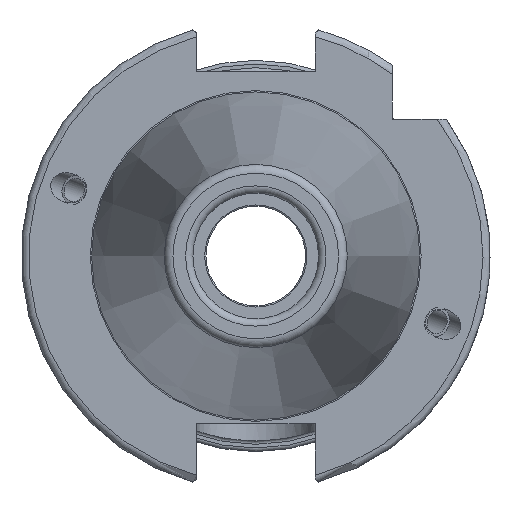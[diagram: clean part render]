
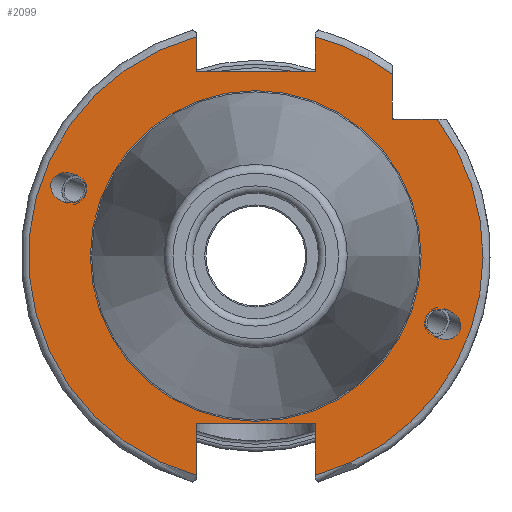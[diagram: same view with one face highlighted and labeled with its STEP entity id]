
A CAD part, left-side view. The second image highlights one B-rep face of the part: STEP entity #2099.
In plain terms, the highlighted planar face has unit normal (-1, 0, 0).
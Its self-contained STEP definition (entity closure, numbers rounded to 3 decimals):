
#63=ELLIPSE('',#2281,2.442,2.);
#72=ELLIPSE('',#2329,2.442,2.);
#85=FACE_BOUND('',#561,.T.);
#86=FACE_BOUND('',#562,.T.);
#87=FACE_BOUND('',#563,.T.);
#107=PLANE('',#2332);
#175=LINE('',#3281,#281);
#220=LINE('',#3775,#326);
#227=LINE('',#3818,#333);
#233=LINE('',#3857,#339);
#234=LINE('',#3859,#340);
#235=LINE('',#3861,#341);
#236=LINE('',#3864,#342);
#237=LINE('',#3866,#343);
#281=VECTOR('',#2521,10.);
#326=VECTOR('',#2816,10.);
#333=VECTOR('',#2825,10.);
#339=VECTOR('',#2835,10.);
#340=VECTOR('',#2836,10.);
#341=VECTOR('',#2837,10.);
#342=VECTOR('',#2840,10.);
#343=VECTOR('',#2841,10.);
#437=FACE_OUTER_BOUND('',#560,.T.);
#560=EDGE_LOOP('',(#1709,#1710,#1711,#1712,#1713,#1714,#1715,#1716,#1717,
#1718,#1719));
#561=EDGE_LOOP('',(#1720));
#562=EDGE_LOOP('',(#1721));
#563=EDGE_LOOP('',(#1722,#1723));
#704=CIRCLE('',#2333,30.775);
#705=CIRCLE('',#2334,30.775);
#706=CIRCLE('',#2335,30.775);
#707=CIRCLE('',#2336,22.4);
#708=CIRCLE('',#2337,22.4);
#829=VERTEX_POINT('',#3278);
#830=VERTEX_POINT('',#3280);
#897=VERTEX_POINT('',#3580);
#941=VERTEX_POINT('',#3769);
#942=VERTEX_POINT('',#3773);
#943=VERTEX_POINT('',#3774);
#952=VERTEX_POINT('',#3817);
#959=VERTEX_POINT('',#3854);
#960=VERTEX_POINT('',#3856);
#961=VERTEX_POINT('',#3858);
#962=VERTEX_POINT('',#3860);
#963=VERTEX_POINT('',#3862);
#964=VERTEX_POINT('',#3865);
#965=VERTEX_POINT('',#3868);
#966=VERTEX_POINT('',#3869);
#1069=EDGE_CURVE('',#830,#829,#175,.T.);
#1156=EDGE_CURVE('',#897,#897,#63,.T.);
#1216=EDGE_CURVE('',#941,#941,#72,.T.);
#1217=EDGE_CURVE('',#942,#943,#220,.T.);
#1228=EDGE_CURVE('',#952,#942,#227,.T.);
#1237=EDGE_CURVE('',#959,#943,#704,.T.);
#1238=EDGE_CURVE('',#959,#960,#233,.T.);
#1239=EDGE_CURVE('',#960,#961,#234,.T.);
#1240=EDGE_CURVE('',#961,#962,#235,.T.);
#1241=EDGE_CURVE('',#963,#962,#705,.T.);
#1242=EDGE_CURVE('',#963,#830,#236,.T.);
#1243=EDGE_CURVE('',#829,#964,#237,.T.);
#1244=EDGE_CURVE('',#952,#964,#706,.T.);
#1245=EDGE_CURVE('',#965,#966,#707,.T.);
#1246=EDGE_CURVE('',#966,#965,#708,.T.);
#1709=ORIENTED_EDGE('',*,*,#1228,.T.);
#1710=ORIENTED_EDGE('',*,*,#1217,.T.);
#1711=ORIENTED_EDGE('',*,*,#1237,.F.);
#1712=ORIENTED_EDGE('',*,*,#1238,.T.);
#1713=ORIENTED_EDGE('',*,*,#1239,.T.);
#1714=ORIENTED_EDGE('',*,*,#1240,.T.);
#1715=ORIENTED_EDGE('',*,*,#1241,.F.);
#1716=ORIENTED_EDGE('',*,*,#1242,.T.);
#1717=ORIENTED_EDGE('',*,*,#1069,.T.);
#1718=ORIENTED_EDGE('',*,*,#1243,.T.);
#1719=ORIENTED_EDGE('',*,*,#1244,.F.);
#1720=ORIENTED_EDGE('',*,*,#1156,.T.);
#1721=ORIENTED_EDGE('',*,*,#1216,.T.);
#1722=ORIENTED_EDGE('',*,*,#1245,.T.);
#1723=ORIENTED_EDGE('',*,*,#1246,.T.);
#2099=ADVANCED_FACE('',(#437,#85,#86,#87),#107,.T.);
#2281=AXIS2_PLACEMENT_3D('',#3582,#2699,#2700);
#2329=AXIS2_PLACEMENT_3D('',#3771,#2812,#2813);
#2332=AXIS2_PLACEMENT_3D('',#3853,#2831,#2832);
#2333=AXIS2_PLACEMENT_3D('',#3855,#2833,#2834);
#2334=AXIS2_PLACEMENT_3D('',#3863,#2838,#2839);
#2335=AXIS2_PLACEMENT_3D('',#3867,#2842,#2843);
#2336=AXIS2_PLACEMENT_3D('',#3870,#2844,#2845);
#2337=AXIS2_PLACEMENT_3D('',#3871,#2846,#2847);
#2521=DIRECTION('',(0.,-1.,0.));
#2699=DIRECTION('center_axis',(1.,0.,0.));
#2700=DIRECTION('ref_axis',(0.,-0.94,-0.342));
#2812=DIRECTION('center_axis',(1.,0.,0.));
#2813=DIRECTION('ref_axis',(0.,0.94,0.342));
#2816=DIRECTION('',(0.,0.,1.));
#2825=DIRECTION('',(0.,1.,0.));
#2831=DIRECTION('center_axis',(-1.,0.,0.));
#2832=DIRECTION('ref_axis',(0.,0.,1.));
#2833=DIRECTION('center_axis',(1.,0.,0.));
#2834=DIRECTION('ref_axis',(0.,0.,-1.));
#2835=DIRECTION('',(0.,0.,-1.));
#2836=DIRECTION('',(0.,1.,0.));
#2837=DIRECTION('',(0.,0.,1.));
#2838=DIRECTION('center_axis',(1.,0.,0.));
#2839=DIRECTION('ref_axis',(0.,0.,-1.));
#2840=DIRECTION('',(0.,0.,1.));
#2841=DIRECTION('',(0.,0.,-1.));
#2842=DIRECTION('center_axis',(1.,0.,0.));
#2843=DIRECTION('ref_axis',(0.,0.,-1.));
#2844=DIRECTION('center_axis',(1.,0.,0.));
#2845=DIRECTION('ref_axis',(0.,0.,-1.));
#2846=DIRECTION('center_axis',(1.,0.,0.));
#2847=DIRECTION('ref_axis',(0.,0.,-1.));
#3278=CARTESIAN_POINT('',(3.2,-8.05,-22.7));
#3280=CARTESIAN_POINT('',(3.2,8.05,-22.7));
#3281=CARTESIAN_POINT('',(3.2,15.388,-22.7));
#3580=CARTESIAN_POINT('',(3.2,-23.077,-8.399));
#3582=CARTESIAN_POINT('Origin',(3.2,-25.372,-9.235));
#3769=CARTESIAN_POINT('',(3.2,23.077,8.399));
#3771=CARTESIAN_POINT('Origin',(3.2,25.372,9.235));
#3773=CARTESIAN_POINT('',(3.2,-18.5,18.5));
#3774=CARTESIAN_POINT('',(3.2,-18.5,24.594));
#3775=CARTESIAN_POINT('',(3.2,-18.5,14.25));
#3817=CARTESIAN_POINT('',(3.2,-24.594,18.5));
#3818=CARTESIAN_POINT('',(3.2,6.138,18.5));
#3853=CARTESIAN_POINT('Origin',(3.2,30.775,0.));
#3854=CARTESIAN_POINT('',(3.2,-8.05,29.704));
#3855=CARTESIAN_POINT('Origin',(3.2,0.,0.));
#3856=CARTESIAN_POINT('',(3.2,-8.05,25.));
#3857=CARTESIAN_POINT('',(3.2,-8.05,12.5));
#3858=CARTESIAN_POINT('',(3.2,8.05,25.));
#3859=CARTESIAN_POINT('',(3.2,15.388,25.));
#3860=CARTESIAN_POINT('',(3.2,8.05,29.704));
#3861=CARTESIAN_POINT('',(3.2,8.05,12.5));
#3862=CARTESIAN_POINT('',(3.2,8.05,-29.704));
#3863=CARTESIAN_POINT('Origin',(3.2,0.,0.));
#3864=CARTESIAN_POINT('',(3.2,8.05,-11.35));
#3865=CARTESIAN_POINT('',(3.2,-8.05,-29.704));
#3866=CARTESIAN_POINT('',(3.2,-8.05,-11.35));
#3867=CARTESIAN_POINT('Origin',(3.2,0.,0.));
#3868=CARTESIAN_POINT('',(3.2,22.4,0.));
#3869=CARTESIAN_POINT('',(3.2,0.,22.4));
#3870=CARTESIAN_POINT('Origin',(3.2,0.,0.));
#3871=CARTESIAN_POINT('Origin',(3.2,0.,0.));
